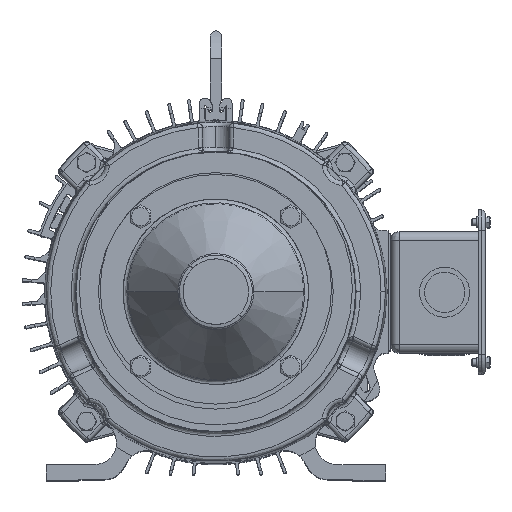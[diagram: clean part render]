
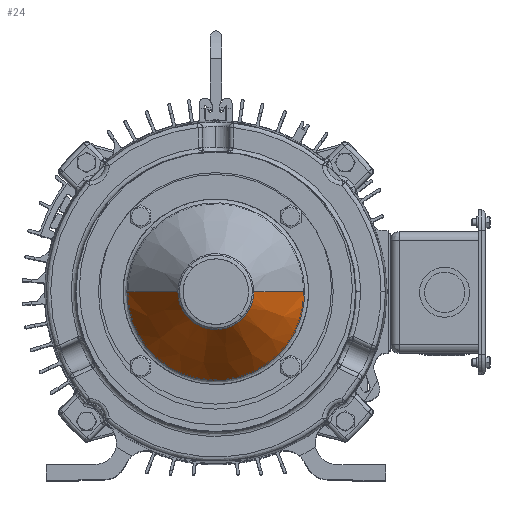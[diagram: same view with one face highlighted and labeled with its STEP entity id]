
A CAD part, top view. The second image highlights one B-rep face of the part: STEP entity #24.
In plain terms, the highlighted conical face has half-angle 33.547 degrees and reference radius 62.558 mm.
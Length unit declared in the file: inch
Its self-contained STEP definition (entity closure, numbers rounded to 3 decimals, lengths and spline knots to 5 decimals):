
#24 = ADVANCED_FACE ( 'NONE', ( #66824 ), #134412, .T. ) ;
#823 = CIRCLE ( 'NONE', #38885, 2.46292 ) ;
#8082 = CARTESIAN_POINT ( 'NONE',  ( 0., 0., 7.66472 ) ) ;
#11698 = ORIENTED_EDGE ( 'NONE', *, *, #135313, .T. ) ;
#13017 = AXIS2_PLACEMENT_3D ( 'NONE', #30144, #116476, #18193 ) ;
#13749 = CARTESIAN_POINT ( 'NONE',  ( 2.46292, 0., 7.66472 ) ) ;
#14317 = LINE ( 'NONE', #52998, #18155 ) ;
#18155 = VECTOR ( 'NONE', #115588, 39.37008 ) ;
#18193 = DIRECTION ( 'NONE',  ( -0.707, 0.707, 0. ) ) ;
#22545 = CIRCLE ( 'NONE', #128370, 2.46292 ) ;
#26105 = EDGE_CURVE ( 'NONE', #83480, #36329, #823, .T. ) ;
#29562 = CARTESIAN_POINT ( 'NONE',  ( -2.46292, 0., 7.66472 ) ) ;
#30144 = CARTESIAN_POINT ( 'NONE',  ( 0., 0., 9.79369 ) ) ;
#36329 = VERTEX_POINT ( 'NONE', #105390 ) ;
#38885 = AXIS2_PLACEMENT_3D ( 'NONE', #8082, #82511, #93889 ) ;
#39673 = ORIENTED_EDGE ( 'NONE', *, *, #82279, .T. ) ;
#40502 = AXIS2_PLACEMENT_3D ( 'NONE', #47808, #148278, #61308 ) ;
#45252 = VERTEX_POINT ( 'NONE', #29562 ) ;
#47808 = CARTESIAN_POINT ( 'NONE',  ( 0., 0., 7.66472 ) ) ;
#50511 = CARTESIAN_POINT ( 'NONE',  ( 0.74335, -0.74335, 9.79369 ) ) ;
#52998 = CARTESIAN_POINT ( 'NONE',  ( -2.46292, 0., 7.66472 ) ) ;
#55620 = EDGE_CURVE ( 'NONE', #141790, #94973, #116273, .T. ) ;
#55840 = DIRECTION ( 'NONE',  ( -0.707, 0.707, 0. ) ) ;
#61308 = DIRECTION ( 'NONE',  ( -1., 0., 0. ) ) ;
#66824 = FACE_OUTER_BOUND ( 'NONE', #150337, .T. ) ;
#75547 = ORIENTED_EDGE ( 'NONE', *, *, #155645, .T. ) ;
#82279 = EDGE_CURVE ( 'NONE', #156879, #141790, #156249, .T. ) ;
#82511 = DIRECTION ( 'NONE',  ( 0., 0., 1. ) ) ;
#83480 = VERTEX_POINT ( 'NONE', #98580 ) ;
#83890 = CARTESIAN_POINT ( 'NONE',  ( 0., 0., 7.66472 ) ) ;
#93098 = DIRECTION ( 'NONE',  ( -0.707, 0.707, 0. ) ) ;
#93889 = DIRECTION ( 'NONE',  ( -0.707, 0.707, 0. ) ) ;
#94973 = VERTEX_POINT ( 'NONE', #140363 ) ;
#98580 = CARTESIAN_POINT ( 'NONE',  ( 1.74155, -1.74155, 7.66472 ) ) ;
#99522 = VECTOR ( 'NONE', #148852, 39.37008 ) ;
#105390 = CARTESIAN_POINT ( 'NONE',  ( 2.46292, 0., 7.66472 ) ) ;
#107182 = CARTESIAN_POINT ( 'NONE',  ( 1.05126, 0., 9.79369 ) ) ;
#115588 = DIRECTION ( 'NONE',  ( -0.553, 0., -0.833 ) ) ;
#116273 = CIRCLE ( 'NONE', #13017, 1.05126 ) ;
#116476 = DIRECTION ( 'NONE',  ( 0., 0., -1. ) ) ;
#118454 = CARTESIAN_POINT ( 'NONE',  ( 0., 0., 9.79369 ) ) ;
#121174 = DIRECTION ( 'NONE',  ( 0., 0., 1. ) ) ;
#122036 = AXIS2_PLACEMENT_3D ( 'NONE', #118454, #154710, #93098 ) ;
#122042 = ORIENTED_EDGE ( 'NONE', *, *, #55620, .T. ) ;
#124833 = ORIENTED_EDGE ( 'NONE', *, *, #138711, .F. ) ;
#126038 = ORIENTED_EDGE ( 'NONE', *, *, #26105, .T. ) ;
#126626 = LINE ( 'NONE', #13749, #99522 ) ;
#128370 = AXIS2_PLACEMENT_3D ( 'NONE', #83890, #121174, #55840 ) ;
#134412 = CONICAL_SURFACE ( 'NONE', #40502, 2.46292, 0.586 ) ;
#135313 = EDGE_CURVE ( 'NONE', #45252, #83480, #22545, .T. ) ;
#138711 = EDGE_CURVE ( 'NONE', #156879, #36329, #126626, .T. ) ;
#140363 = CARTESIAN_POINT ( 'NONE',  ( -1.05126, 0., 9.79369 ) ) ;
#141790 = VERTEX_POINT ( 'NONE', #50511 ) ;
#148278 = DIRECTION ( 'NONE',  ( 0., 0., -1. ) ) ;
#148852 = DIRECTION ( 'NONE',  ( 0.553, 0., -0.833 ) ) ;
#150337 = EDGE_LOOP ( 'NONE', ( #124833, #39673, #122042, #75547, #11698, #126038 ) ) ;
#154710 = DIRECTION ( 'NONE',  ( 0., 0., -1. ) ) ;
#155645 = EDGE_CURVE ( 'NONE', #94973, #45252, #14317, .T. ) ;
#156249 = CIRCLE ( 'NONE', #122036, 1.05126 ) ;
#156879 = VERTEX_POINT ( 'NONE', #107182 ) ;
